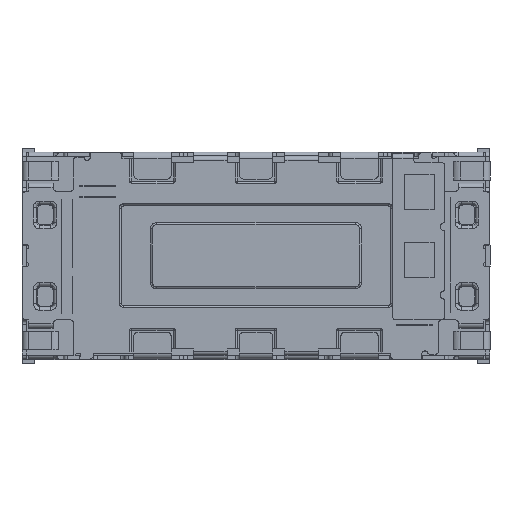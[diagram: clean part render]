
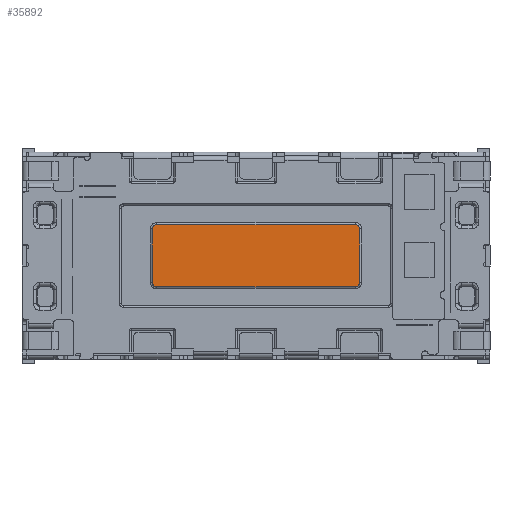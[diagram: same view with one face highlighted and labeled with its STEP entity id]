
A CAD part, top view. The second image highlights one B-rep face of the part: STEP entity #35892.
In plain terms, the highlighted planar face has unit normal (0, 0, 1).
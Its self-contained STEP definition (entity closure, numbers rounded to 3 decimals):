
#929 = EDGE_CURVE ( 'NONE', #23296, #23585, #25780, .T. ) ;
#1140 = LINE ( 'NONE', #37362, #12151 ) ;
#2476 = EDGE_CURVE ( 'NONE', #37068, #23296, #20693, .T. ) ;
#3077 = EDGE_CURVE ( 'NONE', #25491, #7459, #8851, .T. ) ;
#4778 = CARTESIAN_POINT ( 'NONE',  ( -16.3, 1.3, -2.174 ) ) ;
#5121 = DIRECTION ( 'NONE',  ( -1., 0., 0. ) ) ;
#5658 = CIRCLE ( 'NONE', #31982, 0.2 ) ;
#6983 = DIRECTION ( 'NONE',  ( 1., 0., 0. ) ) ;
#7459 = VERTEX_POINT ( 'NONE', #32375 ) ;
#7583 = ORIENTED_EDGE ( 'NONE', *, *, #16911, .F. ) ;
#8458 = AXIS2_PLACEMENT_3D ( 'NONE', #41746, #9522, #31434 ) ;
#8851 = LINE ( 'NONE', #23257, #14722 ) ;
#9484 = DIRECTION ( 'NONE',  ( 0., 0., -1. ) ) ;
#9522 = DIRECTION ( 'NONE',  ( 0., 0., -1. ) ) ;
#12151 = VECTOR ( 'NONE', #15501, 1000. ) ;
#13022 = CARTESIAN_POINT ( 'NONE',  ( 0., -5., -2.174 ) ) ;
#13058 = ORIENTED_EDGE ( 'NONE', *, *, #3077, .F. ) ;
#13711 = CIRCLE ( 'NONE', #8458, 0.2 ) ;
#14722 = VECTOR ( 'NONE', #5121, 1000. ) ;
#15501 = DIRECTION ( 'NONE',  ( 0., 1., 0. ) ) ;
#15899 = VERTEX_POINT ( 'NONE', #38673 ) ;
#16500 = ORIENTED_EDGE ( 'NONE', *, *, #19462, .F. ) ;
#16649 = CARTESIAN_POINT ( 'NONE',  ( -6.5, -1.3, -2.174 ) ) ;
#16911 = EDGE_CURVE ( 'NONE', #7459, #15899, #5658, .T. ) ;
#17818 = CARTESIAN_POINT ( 'NONE',  ( -16.1, -1.3, -2.174 ) ) ;
#18692 = CARTESIAN_POINT ( 'NONE',  ( -6.3, -1.3, -2.174 ) ) ;
#18759 = CIRCLE ( 'NONE', #43511, 0.2 ) ;
#19206 = CARTESIAN_POINT ( 'NONE',  ( -6.3, 1.3, -2.174 ) ) ;
#19462 = EDGE_CURVE ( 'NONE', #36144, #37068, #30416, .T. ) ;
#20693 = CIRCLE ( 'NONE', #22960, 0.2 ) ;
#21483 = ORIENTED_EDGE ( 'NONE', *, *, #21983, .F. ) ;
#21983 = EDGE_CURVE ( 'NONE', #23585, #25491, #18759, .T. ) ;
#22960 = AXIS2_PLACEMENT_3D ( 'NONE', #44958, #30401, #44725 ) ;
#23130 = ORIENTED_EDGE ( 'NONE', *, *, #41653, .F. ) ;
#23257 = CARTESIAN_POINT ( 'NONE',  ( -16.1, -1.5, -2.174 ) ) ;
#23296 = VERTEX_POINT ( 'NONE', #19206 ) ;
#23416 = FACE_OUTER_BOUND ( 'NONE', #27581, .T. ) ;
#23585 = VERTEX_POINT ( 'NONE', #18692 ) ;
#25491 = VERTEX_POINT ( 'NONE', #28934 ) ;
#25780 = LINE ( 'NONE', #30693, #26715 ) ;
#26715 = VECTOR ( 'NONE', #37968, 1000. ) ;
#26854 = VECTOR ( 'NONE', #29966, 1000. ) ;
#27581 = EDGE_LOOP ( 'NONE', ( #16500, #36369, #23130, #7583, #13058, #21483, #31622, #33671 ) ) ;
#28934 = CARTESIAN_POINT ( 'NONE',  ( -6.5, -1.5, -2.174 ) ) ;
#29966 = DIRECTION ( 'NONE',  ( 1., 0., 0. ) ) ;
#30401 = DIRECTION ( 'NONE',  ( 0., 0., -1. ) ) ;
#30416 = LINE ( 'NONE', #33730, #26854 ) ;
#30693 = CARTESIAN_POINT ( 'NONE',  ( -6.3, -1.3, -2.174 ) ) ;
#31017 = DIRECTION ( 'NONE',  ( 0., 0., -1. ) ) ;
#31398 = CARTESIAN_POINT ( 'NONE',  ( -6.5, 1.5, -2.174 ) ) ;
#31434 = DIRECTION ( 'NONE',  ( 1., 0., 0. ) ) ;
#31622 = ORIENTED_EDGE ( 'NONE', *, *, #929, .F. ) ;
#31982 = AXIS2_PLACEMENT_3D ( 'NONE', #17818, #36161, #6983 ) ;
#32375 = CARTESIAN_POINT ( 'NONE',  ( -16.1, -1.5, -2.174 ) ) ;
#33671 = ORIENTED_EDGE ( 'NONE', *, *, #2476, .F. ) ;
#33730 = CARTESIAN_POINT ( 'NONE',  ( -6.5, 1.5, -2.174 ) ) ;
#35892 = ADVANCED_FACE ( 'NONE', ( #23416 ), #45233, .F. ) ;
#36144 = VERTEX_POINT ( 'NONE', #44716 ) ;
#36161 = DIRECTION ( 'NONE',  ( 0., 0., -1. ) ) ;
#36369 = ORIENTED_EDGE ( 'NONE', *, *, #45630, .F. ) ;
#37068 = VERTEX_POINT ( 'NONE', #31398 ) ;
#37362 = CARTESIAN_POINT ( 'NONE',  ( -16.3, 1.3, -2.174 ) ) ;
#37968 = DIRECTION ( 'NONE',  ( 0., -1., 0. ) ) ;
#38195 = DIRECTION ( 'NONE',  ( -1., 0., 0. ) ) ;
#38361 = VERTEX_POINT ( 'NONE', #4778 ) ;
#38673 = CARTESIAN_POINT ( 'NONE',  ( -16.3, -1.3, -2.174 ) ) ;
#41653 = EDGE_CURVE ( 'NONE', #15899, #38361, #1140, .T. ) ;
#41746 = CARTESIAN_POINT ( 'NONE',  ( -16.1, 1.3, -2.174 ) ) ;
#43511 = AXIS2_PLACEMENT_3D ( 'NONE', #16649, #31017, #45785 ) ;
#44716 = CARTESIAN_POINT ( 'NONE',  ( -16.1, 1.5, -2.174 ) ) ;
#44725 = DIRECTION ( 'NONE',  ( 1., 0., 0. ) ) ;
#44954 = AXIS2_PLACEMENT_3D ( 'NONE', #13022, #9484, #38195 ) ;
#44958 = CARTESIAN_POINT ( 'NONE',  ( -6.5, 1.3, -2.174 ) ) ;
#45233 = PLANE ( 'NONE',  #44954 ) ;
#45630 = EDGE_CURVE ( 'NONE', #38361, #36144, #13711, .T. ) ;
#45785 = DIRECTION ( 'NONE',  ( 1., 0., 0. ) ) ;
